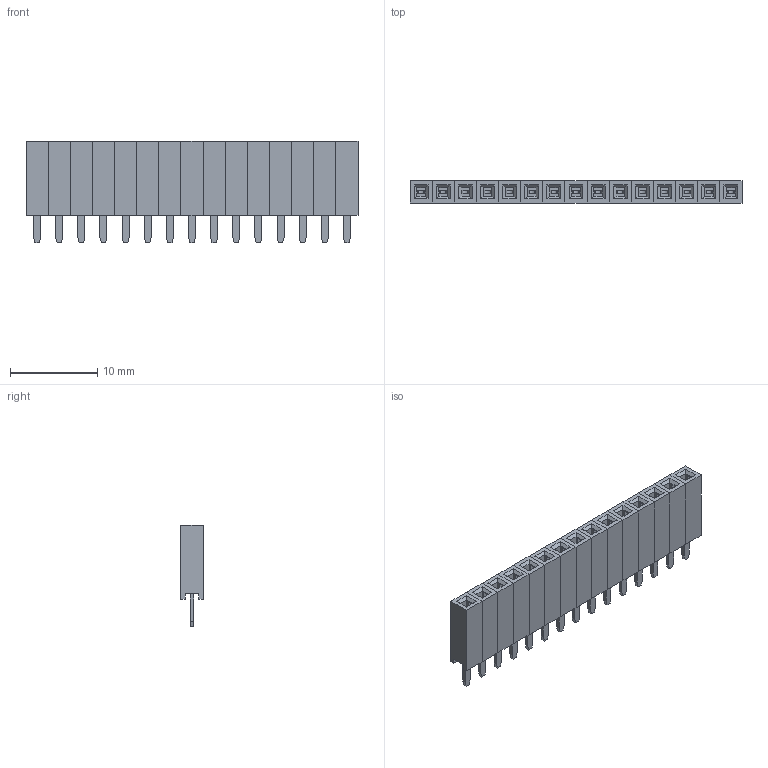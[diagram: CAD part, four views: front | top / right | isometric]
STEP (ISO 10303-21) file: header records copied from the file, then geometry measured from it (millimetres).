
FILE_DESCRIPTION (( 'STEP AP214' ), '1' );
FILE_NAME ('User Library-HeaderRangLuocDonThang2.54mm.STEP', '2017-11-30T14:01:22', ( '' ), ( '' ), 'SwSTEP 2.0', 'SolidWorks 2017', '' );
FILE_SCHEMA (( 'AUTOMOTIVE_DESIGN' ));
Length unit declared in the file: millimetre
Products named in the file (1): User Library-HeaderRangLuocDonThang2.54mm
Bounding box: 38.1 x 2.54 x 11.7 mm (x, y, z)
Volume: 685.9 mm3; surface area: 2599 mm2
Topology: 15 solids, 15 shells, 720 faces, 2010 edges, 1320 vertices
Faces by surface type: plane 705, cylinder 15
Entity records: 30764 total; most frequent: CARTESIAN_POINT 4051, ORIENTED_EDGE 4020, DIRECTION 3482, EDGE_CURVE 2010, LINE 1980, VECTOR 1980, VERTEX_POINT 1320, EDGE_LOOP 780
